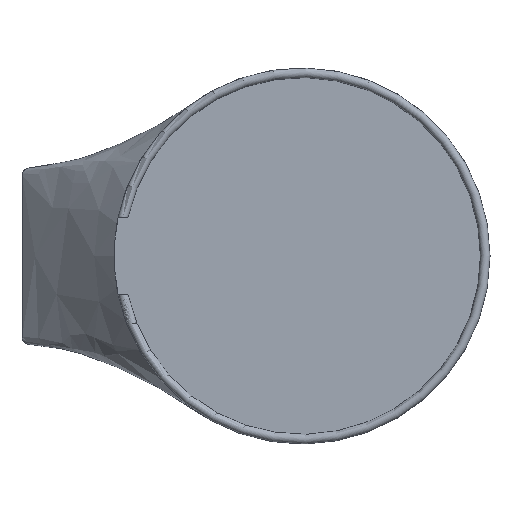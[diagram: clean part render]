
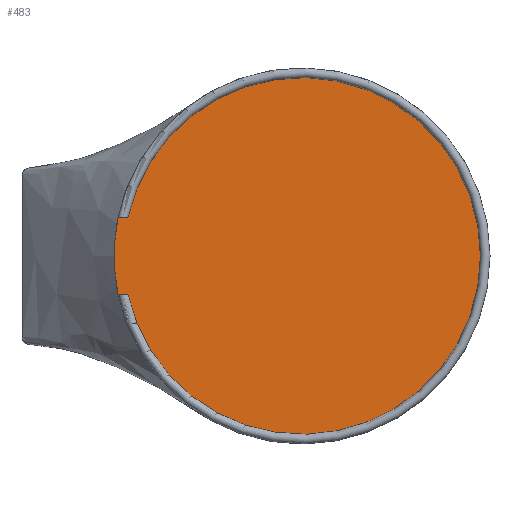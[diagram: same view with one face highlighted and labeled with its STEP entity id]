
A CAD part, top view. The second image highlights one B-rep face of the part: STEP entity #483.
In plain terms, the highlighted planar face has unit normal (0, 0, 1).
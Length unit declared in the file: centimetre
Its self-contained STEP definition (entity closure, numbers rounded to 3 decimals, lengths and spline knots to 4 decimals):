
#69=LINE($,#1112,#117);
#72=LINE($,#1144,#120);
#117=VECTOR($,#638,0.1278);
#120=VECTOR($,#649,0.1278);
#145=FACE_OUTER_BOUND($,#171,.T.);
#171=EDGE_LOOP($,(#429,#430,#431,#432));
#189=CIRCLE($,#527,2.45);
#190=CIRCLE($,#528,2.325);
#231=VERTEX_POINT($,#1109);
#232=VERTEX_POINT($,#1111);
#236=VERTEX_POINT($,#1141);
#237=VERTEX_POINT($,#1143);
#295=EDGE_CURVE($,#231,#232,#69,.T.);
#302=EDGE_CURVE($,#236,#237,#72,.T.);
#304=EDGE_CURVE($,#237,#231,#189,.T.);
#305=EDGE_CURVE($,#232,#236,#190,.F.);
#429=ORIENTED_EDGE($,*,*,#295,.F.);
#430=ORIENTED_EDGE($,*,*,#304,.F.);
#431=ORIENTED_EDGE($,*,*,#302,.F.);
#432=ORIENTED_EDGE($,*,*,#305,.F.);
#459=PLANE($,#526);
#483=ADVANCED_FACE($,(#145),#459,.F.);
#526=AXIS2_PLACEMENT_3D($,#1146,#651,#652);
#527=AXIS2_PLACEMENT_3D($,#1147,#653,#654);
#528=AXIS2_PLACEMENT_3D($,#1148,#655,#656);
#638=DIRECTION($,(1.,0.,0.));
#649=DIRECTION($,(-1.,0.,0.));
#651=DIRECTION('center_axis',(0.,0.,-1.));
#652=DIRECTION('ref_axis',(-1.,0.,0.));
#653=DIRECTION('center_axis',(0.,0.,-1.));
#654=DIRECTION('ref_axis',(1.,0.,0.));
#655=DIRECTION('center_axis',(0.,0.,1.));
#656=DIRECTION('ref_axis',(1.,0.,0.));
#1109=CARTESIAN_POINT('',(-21.3984,12.,2.425));
#1111=CARTESIAN_POINT('',(-21.2706,12.,2.425));
#1112=CARTESIAN_POINT($,(-21.5,12.,2.425));
#1141=CARTESIAN_POINT('',(-21.2706,11.,2.425));
#1143=CARTESIAN_POINT('',(-21.3984,11.,2.425));
#1144=CARTESIAN_POINT($,(-21.5,11.,2.425));
#1146=CARTESIAN_POINT('Origin',(-19.,11.5,2.425));
#1147=CARTESIAN_POINT('Origin',(-19.,11.5,2.425));
#1148=CARTESIAN_POINT('Origin',(-19.,11.5,2.425));
